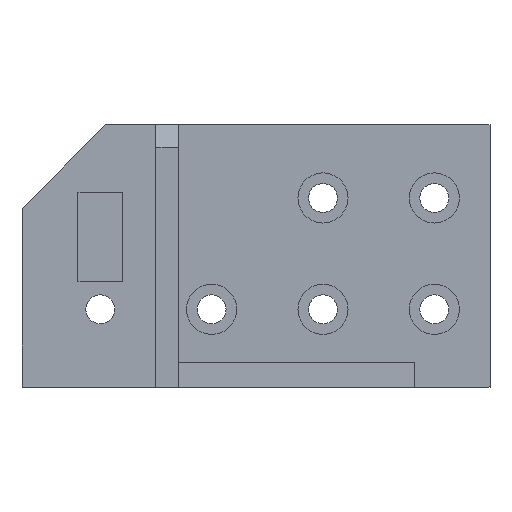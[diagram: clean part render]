
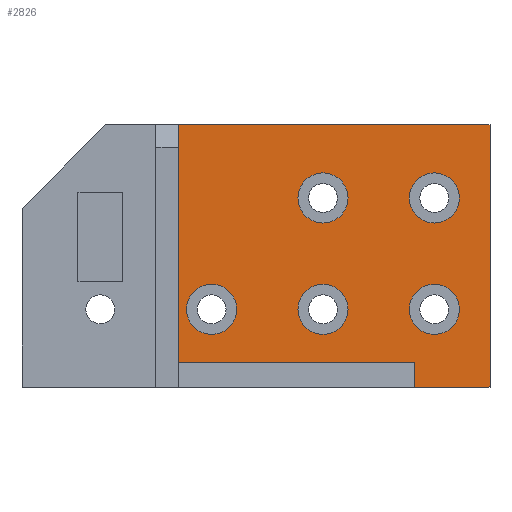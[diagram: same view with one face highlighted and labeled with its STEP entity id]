
A CAD part, front view. The second image highlights one B-rep face of the part: STEP entity #2826.
In plain terms, the highlighted planar face has unit normal (0, -1, 0).
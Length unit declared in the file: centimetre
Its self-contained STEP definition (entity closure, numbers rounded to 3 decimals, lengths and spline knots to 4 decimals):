
#64=FACE_BOUND($,#451,.T.);
#65=FACE_BOUND($,#452,.T.);
#66=FACE_BOUND($,#453,.T.);
#67=FACE_BOUND($,#454,.T.);
#68=FACE_BOUND($,#455,.T.);
#69=FACE_BOUND($,#456,.T.);
#213=CIRCLE($,#2992,0.45);
#215=CIRCLE($,#2997,0.45);
#216=CIRCLE($,#2998,0.45);
#217=CIRCLE($,#2999,0.45);
#218=CIRCLE($,#3000,0.45);
#451=EDGE_LOOP($,(#2043));
#452=EDGE_LOOP($,(#2044));
#453=EDGE_LOOP($,(#2045));
#454=EDGE_LOOP($,(#2046));
#455=EDGE_LOOP($,(#2047,#2048,#2049,#2050,#2051,#2052));
#456=EDGE_LOOP($,(#2053));
#756=LINE($,#4091,#1046);
#771=LINE($,#4125,#1061);
#776=LINE($,#4149,#1066);
#777=LINE($,#4151,#1067);
#778=LINE($,#4153,#1068);
#779=LINE($,#4154,#1069);
#1046=VECTOR($,#3278,5.6);
#1061=VECTOR($,#3311,4.715);
#1066=VECTOR($,#3336,4.265);
#1067=VECTOR($,#3337,4.25);
#1068=VECTOR($,#3338,0.45);
#1069=VECTOR($,#3339,1.35);
#1333=VERTEX_POINT($,#4088);
#1334=VERTEX_POINT($,#4090);
#1344=VERTEX_POINT($,#4124);
#1348=VERTEX_POINT($,#4135);
#1350=VERTEX_POINT($,#4142);
#1351=VERTEX_POINT($,#4144);
#1352=VERTEX_POINT($,#4146);
#1353=VERTEX_POINT($,#4148);
#1354=VERTEX_POINT($,#4150);
#1355=VERTEX_POINT($,#4152);
#1356=VERTEX_POINT($,#4155);
#1612=EDGE_CURVE($,#1333,#1334,#756,.T.);
#1629=EDGE_CURVE($,#1334,#1344,#771,.T.);
#1635=EDGE_CURVE($,#1348,#1348,#213,.T.);
#1637=EDGE_CURVE($,#1350,#1350,#215,.T.);
#1638=EDGE_CURVE($,#1351,#1351,#216,.T.);
#1639=EDGE_CURVE($,#1352,#1352,#217,.T.);
#1640=EDGE_CURVE($,#1333,#1353,#776,.T.);
#1641=EDGE_CURVE($,#1353,#1354,#777,.T.);
#1642=EDGE_CURVE($,#1354,#1355,#778,.T.);
#1643=EDGE_CURVE($,#1355,#1344,#779,.T.);
#1644=EDGE_CURVE($,#1356,#1356,#218,.T.);
#2043=ORIENTED_EDGE($,*,*,#1635,.T.);
#2044=ORIENTED_EDGE($,*,*,#1637,.T.);
#2045=ORIENTED_EDGE($,*,*,#1638,.T.);
#2046=ORIENTED_EDGE($,*,*,#1639,.T.);
#2047=ORIENTED_EDGE($,*,*,#1629,.F.);
#2048=ORIENTED_EDGE($,*,*,#1612,.F.);
#2049=ORIENTED_EDGE($,*,*,#1640,.T.);
#2050=ORIENTED_EDGE($,*,*,#1641,.T.);
#2051=ORIENTED_EDGE($,*,*,#1642,.T.);
#2052=ORIENTED_EDGE($,*,*,#1643,.T.);
#2053=ORIENTED_EDGE($,*,*,#1644,.T.);
#2709=PLANE($,#2996);
#2826=ADVANCED_FACE($,(#64,#65,#66,#67,#68,#69),#2709,.T.);
#2992=AXIS2_PLACEMENT_3D($,#4136,#3320,#3321);
#2996=AXIS2_PLACEMENT_3D($,#4141,#3328,#3329);
#2997=AXIS2_PLACEMENT_3D($,#4143,#3330,#3331);
#2998=AXIS2_PLACEMENT_3D($,#4145,#3332,#3333);
#2999=AXIS2_PLACEMENT_3D($,#4147,#3334,#3335);
#3000=AXIS2_PLACEMENT_3D($,#4156,#3340,#3341);
#3278=DIRECTION($,(1.,0.,0.));
#3311=DIRECTION($,(0.,0.,-1.));
#3320=DIRECTION('center_axis',(0.,1.,0.));
#3321=DIRECTION('ref_axis',(1.,0.,0.));
#3328=DIRECTION('center_axis',(0.,-1.,0.));
#3329=DIRECTION('ref_axis',(1.,0.,0.));
#3330=DIRECTION('center_axis',(0.,1.,0.));
#3331=DIRECTION('ref_axis',(1.,0.,0.));
#3332=DIRECTION('center_axis',(0.,1.,0.));
#3333=DIRECTION('ref_axis',(1.,0.,0.));
#3334=DIRECTION('center_axis',(0.,1.,0.));
#3335=DIRECTION('ref_axis',(1.,0.,0.));
#3336=DIRECTION($,(0.,0.,-1.));
#3337=DIRECTION($,(1.,0.,0.));
#3338=DIRECTION($,(0.,0.,-1.));
#3339=DIRECTION($,(1.,0.,0.));
#3340=DIRECTION('center_axis',(0.,1.,0.));
#3341=DIRECTION('ref_axis',(1.,0.,0.));
#4088=CARTESIAN_POINT('',(-1.6,2.3325,2.7325));
#4090=CARTESIAN_POINT('',(4.,2.3325,2.7325));
#4091=CARTESIAN_POINT($,(1.,2.3325,2.7325));
#4124=CARTESIAN_POINT('',(4.,2.3325,-1.9825));
#4125=CARTESIAN_POINT($,(4.,2.3325,0.4175));
#4135=CARTESIAN_POINT('',(2.55,2.3325,1.4175));
#4136=CARTESIAN_POINT('Origin',(3.,2.3325,1.4175));
#4141=CARTESIAN_POINT('Origin',(0.,2.3325,0.2175));
#4142=CARTESIAN_POINT('',(-1.45,2.3325,-0.5825));
#4143=CARTESIAN_POINT('Origin',(-1.,2.3325,-0.5825));
#4144=CARTESIAN_POINT('',(2.55,2.3325,-0.5825));
#4145=CARTESIAN_POINT('Origin',(3.,2.3325,-0.5825));
#4146=CARTESIAN_POINT('',(0.55,2.3325,-0.5825));
#4147=CARTESIAN_POINT('Origin',(1.,2.3325,-0.5825));
#4148=CARTESIAN_POINT('',(-1.6,2.3325,-1.5325));
#4149=CARTESIAN_POINT($,(-1.6,2.3325,-0.8825));
#4150=CARTESIAN_POINT('',(2.65,2.3325,-1.5325));
#4151=CARTESIAN_POINT($,(-0.8,2.3325,-1.5325));
#4152=CARTESIAN_POINT('',(2.65,2.3325,-1.9825));
#4153=CARTESIAN_POINT($,(2.65,2.3325,0.2962));
#4154=CARTESIAN_POINT($,(-4.,2.3325,-1.9825));
#4155=CARTESIAN_POINT('',(1.45,2.3325,1.4175));
#4156=CARTESIAN_POINT('Origin',(1.,2.3325,1.4175));
